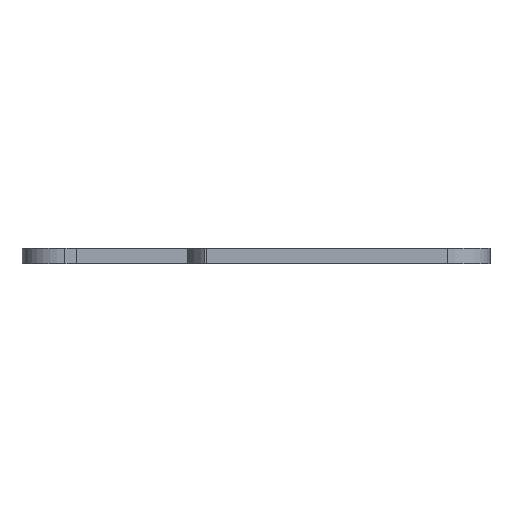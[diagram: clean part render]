
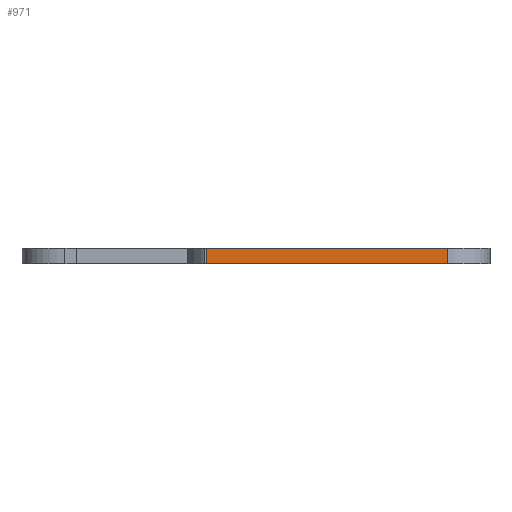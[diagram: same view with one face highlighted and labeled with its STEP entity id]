
A CAD part, front view. The second image highlights one B-rep face of the part: STEP entity #971.
In plain terms, the highlighted planar face has unit normal (0, -1, 0).
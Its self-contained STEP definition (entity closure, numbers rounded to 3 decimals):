
#94=FACE_OUTER_BOUND('',#148,.T.);
#148=EDGE_LOOP('',(#851,#852,#853,#854));
#197=LINE('',#1416,#312);
#211=LINE('',#1450,#326);
#222=LINE('',#1473,#337);
#264=LINE('',#1571,#379);
#312=VECTOR('',#1136,15.45);
#326=VECTOR('',#1158,1.);
#337=VECTOR('',#1175,15.45);
#379=VECTOR('',#1275,1.);
#428=VERTEX_POINT('',#1413);
#429=VERTEX_POINT('',#1415);
#445=VERTEX_POINT('',#1449);
#454=VERTEX_POINT('',#1472);
#528=EDGE_CURVE('',#429,#428,#197,.T.);
#545=EDGE_CURVE('',#429,#445,#211,.T.);
#557=EDGE_CURVE('',#454,#445,#222,.T.);
#608=EDGE_CURVE('',#428,#454,#264,.T.);
#851=ORIENTED_EDGE('',*,*,#545,.F.);
#852=ORIENTED_EDGE('',*,*,#528,.T.);
#853=ORIENTED_EDGE('',*,*,#608,.T.);
#854=ORIENTED_EDGE('',*,*,#557,.T.);
#922=PLANE('',#1046);
#971=ADVANCED_FACE('',(#94),#922,.T.);
#1046=AXIS2_PLACEMENT_3D('',#1581,#1290,#1291);
#1136=DIRECTION('',(-1.,0.,0.));
#1158=DIRECTION('',(0.,0.,-1.));
#1175=DIRECTION('',(1.,0.,0.));
#1275=DIRECTION('',(0.,0.,-1.));
#1290=DIRECTION('center_axis',(0.,-1.,0.));
#1291=DIRECTION('ref_axis',(0.,0.,-1.));
#1413=CARTESIAN_POINT('',(-3.2,0.,0.5));
#1415=CARTESIAN_POINT('',(12.25,0.,0.5));
#1416=CARTESIAN_POINT('',(-15.,0.,0.5));
#1449=CARTESIAN_POINT('',(12.25,0.,-0.5));
#1450=CARTESIAN_POINT('',(12.25,0.,0.));
#1472=CARTESIAN_POINT('',(-3.2,0.,-0.5));
#1473=CARTESIAN_POINT('',(-15.,0.,-0.5));
#1571=CARTESIAN_POINT('',(-3.2,0.,0.25));
#1581=CARTESIAN_POINT('Origin',(15.,0.,0.));
